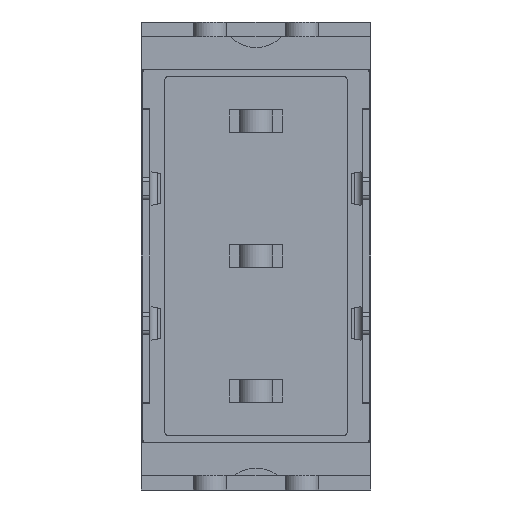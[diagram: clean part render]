
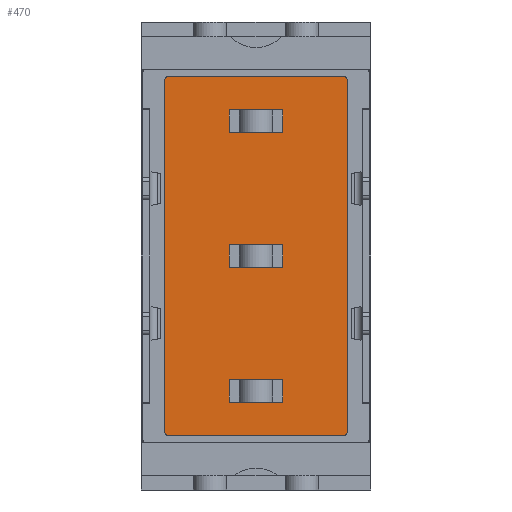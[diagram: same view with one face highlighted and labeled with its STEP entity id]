
A CAD part, front view. The second image highlights one B-rep face of the part: STEP entity #470.
In plain terms, the highlighted planar face has unit normal (0, -1, 0).
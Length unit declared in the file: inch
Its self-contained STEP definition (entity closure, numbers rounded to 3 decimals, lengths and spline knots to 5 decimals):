
#470 = ADVANCED_FACE( '', ( #827, #828, #829, #830 ), #831, .F. );
#827 = FACE_BOUND( '', #1227, .T. );
#828 = FACE_BOUND( '', #1228, .T. );
#829 = FACE_BOUND( '', #1229, .T. );
#830 = FACE_OUTER_BOUND( '', #1230, .T. );
#831 = PLANE( '', #1231 );
#1227 = EDGE_LOOP( '', ( #2592, #2593, #2594, #2595 ) );
#1228 = EDGE_LOOP( '', ( #2596, #2597, #2598, #2599 ) );
#1229 = EDGE_LOOP( '', ( #2600, #2601, #2602, #2603 ) );
#1230 = EDGE_LOOP( '', ( #2604, #2605, #2606, #2607, #2608, #2609, #2610, #2611 ) );
#1231 = AXIS2_PLACEMENT_3D( '', #2612, #2613, #2614 );
#2592 = ORIENTED_EDGE( '', *, *, #3337, .F. );
#2593 = ORIENTED_EDGE( '', *, *, #3338, .F. );
#2594 = ORIENTED_EDGE( '', *, *, #3339, .T. );
#2595 = ORIENTED_EDGE( '', *, *, #3340, .T. );
#2596 = ORIENTED_EDGE( '', *, *, #3341, .F. );
#2597 = ORIENTED_EDGE( '', *, *, #3342, .F. );
#2598 = ORIENTED_EDGE( '', *, *, #3343, .T. );
#2599 = ORIENTED_EDGE( '', *, *, #3344, .T. );
#2600 = ORIENTED_EDGE( '', *, *, #3345, .F. );
#2601 = ORIENTED_EDGE( '', *, *, #3346, .F. );
#2602 = ORIENTED_EDGE( '', *, *, #3347, .T. );
#2603 = ORIENTED_EDGE( '', *, *, #3348, .T. );
#2604 = ORIENTED_EDGE( '', *, *, #3323, .F. );
#2605 = ORIENTED_EDGE( '', *, *, #3335, .F. );
#2606 = ORIENTED_EDGE( '', *, *, #3317, .F. );
#2607 = ORIENTED_EDGE( '', *, *, #3313, .F. );
#2608 = ORIENTED_EDGE( '', *, *, #3320, .F. );
#2609 = ORIENTED_EDGE( '', *, *, #3333, .F. );
#2610 = ORIENTED_EDGE( '', *, *, #3330, .F. );
#2611 = ORIENTED_EDGE( '', *, *, #3327, .F. );
#2612 = CARTESIAN_POINT( '', ( -0.12038, 0., 0.24088 ) );
#2613 = DIRECTION( '', ( 0., 1., 0. ) );
#2614 = DIRECTION( '', ( 0., 0., 1. ) );
#3313 = EDGE_CURVE( '', #4090, #4091, #4092, .T. );
#3317 = EDGE_CURVE( '', #4091, #4098, #4099, .T. );
#3320 = EDGE_CURVE( '', #4103, #4090, #4104, .T. );
#3323 = EDGE_CURVE( '', #4108, #4109, #4110, .T. );
#3327 = EDGE_CURVE( '', #4109, #4116, #4117, .T. );
#3330 = EDGE_CURVE( '', #4116, #4121, #4122, .T. );
#3333 = EDGE_CURVE( '', #4121, #4103, #4126, .T. );
#3335 = EDGE_CURVE( '', #4098, #4108, #4128, .T. );
#3337 = EDGE_CURVE( '', #4130, #4131, #4132, .T. );
#3338 = EDGE_CURVE( '', #4133, #4130, #4134, .T. );
#3339 = EDGE_CURVE( '', #4133, #4135, #4136, .T. );
#3340 = EDGE_CURVE( '', #4135, #4131, #4137, .T. );
#3341 = EDGE_CURVE( '', #4138, #4139, #4140, .T. );
#3342 = EDGE_CURVE( '', #4141, #4138, #4142, .T. );
#3343 = EDGE_CURVE( '', #4141, #4143, #4144, .T. );
#3344 = EDGE_CURVE( '', #4143, #4139, #4145, .T. );
#3345 = EDGE_CURVE( '', #4146, #4147, #4148, .T. );
#3346 = EDGE_CURVE( '', #4149, #4146, #4150, .T. );
#3347 = EDGE_CURVE( '', #4149, #4151, #4152, .T. );
#3348 = EDGE_CURVE( '', #4151, #4147, #4153, .T. );
#4090 = VERTEX_POINT( '', #5288 );
#4091 = VERTEX_POINT( '', #5289 );
#4092 = CIRCLE( '', #5290, 0.00512 );
#4098 = VERTEX_POINT( '', #5298 );
#4099 = LINE( '', #5299, #5300 );
#4103 = VERTEX_POINT( '', #5306 );
#4104 = LINE( '', #5307, #5308 );
#4108 = VERTEX_POINT( '', #5314 );
#4109 = VERTEX_POINT( '', #5315 );
#4110 = LINE( '', #5316, #5317 );
#4116 = VERTEX_POINT( '', #5326 );
#4117 = CIRCLE( '', #5327, 0.00512 );
#4121 = VERTEX_POINT( '', #5332 );
#4122 = LINE( '', #5333, #5334 );
#4126 = CIRCLE( '', #5340, 0.00512 );
#4128 = CIRCLE( '', #5342, 0.00512 );
#4130 = VERTEX_POINT( '', #5344 );
#4131 = VERTEX_POINT( '', #5345 );
#4132 = LINE( '', #5346, #5347 );
#4133 = VERTEX_POINT( '', #5348 );
#4134 = LINE( '', #5349, #5350 );
#4135 = VERTEX_POINT( '', #5351 );
#4136 = LINE( '', #5352, #5353 );
#4137 = LINE( '', #5354, #5355 );
#4138 = VERTEX_POINT( '', #5356 );
#4139 = VERTEX_POINT( '', #5357 );
#4140 = LINE( '', #5358, #5359 );
#4141 = VERTEX_POINT( '', #5360 );
#4142 = LINE( '', #5361, #5362 );
#4143 = VERTEX_POINT( '', #5363 );
#4144 = LINE( '', #5364, #5365 );
#4145 = LINE( '', #5366, #5367 );
#4146 = VERTEX_POINT( '', #5368 );
#4147 = VERTEX_POINT( '', #5369 );
#4148 = LINE( '', #5370, #5371 );
#4149 = VERTEX_POINT( '', #5372 );
#4150 = LINE( '', #5373, #5374 );
#4151 = VERTEX_POINT( '', #5375 );
#4152 = LINE( '', #5376, #5377 );
#4153 = LINE( '', #5378, #5379 );
#5288 = CARTESIAN_POINT( '', ( 0.1255, 0., -0.24088 ) );
#5289 = CARTESIAN_POINT( '', ( 0.12038, 0., -0.246 ) );
#5290 = AXIS2_PLACEMENT_3D( '', #6136, #6137, #6138 );
#5298 = CARTESIAN_POINT( '', ( -0.12038, 0., -0.246 ) );
#5299 = CARTESIAN_POINT( '', ( 0.12038, 0., -0.246 ) );
#5300 = VECTOR( '', #6144, 39.37008 );
#5306 = CARTESIAN_POINT( '', ( 0.1255, 0., 0.24088 ) );
#5307 = CARTESIAN_POINT( '', ( 0.1255, 0., 0.24088 ) );
#5308 = VECTOR( '', #6147, 39.37008 );
#5314 = CARTESIAN_POINT( '', ( -0.1255, 0., -0.24088 ) );
#5315 = CARTESIAN_POINT( '', ( -0.1255, 0., 0.24088 ) );
#5316 = CARTESIAN_POINT( '', ( -0.1255, 0., -0.24088 ) );
#5317 = VECTOR( '', #6150, 39.37008 );
#5326 = CARTESIAN_POINT( '', ( -0.12038, 0., 0.246 ) );
#5327 = AXIS2_PLACEMENT_3D( '', #6154, #6155, #6156 );
#5332 = CARTESIAN_POINT( '', ( 0.12038, 0., 0.246 ) );
#5333 = CARTESIAN_POINT( '', ( -0.12038, 0., 0.246 ) );
#5334 = VECTOR( '', #6161, 39.37008 );
#5340 = AXIS2_PLACEMENT_3D( '', #6164, #6165, #6166 );
#5342 = AXIS2_PLACEMENT_3D( '', #6170, #6171, #6172 );
#5344 = CARTESIAN_POINT( '', ( -0.0365, 0., 0.2005 ) );
#5345 = CARTESIAN_POINT( '', ( -0.0365, 0., 0.1695 ) );
#5346 = CARTESIAN_POINT( '', ( -0.0365, 0., 0.2005 ) );
#5347 = VECTOR( '', #6176, 39.37008 );
#5348 = CARTESIAN_POINT( '', ( 0.0365, 0., 0.2005 ) );
#5349 = CARTESIAN_POINT( '', ( 0.0365, 0., 0.2005 ) );
#5350 = VECTOR( '', #6177, 39.37008 );
#5351 = CARTESIAN_POINT( '', ( 0.0365, 0., 0.1695 ) );
#5352 = CARTESIAN_POINT( '', ( 0.0365, 0., 0.2005 ) );
#5353 = VECTOR( '', #6178, 39.37008 );
#5354 = CARTESIAN_POINT( '', ( 0.0365, 0., 0.1695 ) );
#5355 = VECTOR( '', #6179, 39.37008 );
#5356 = CARTESIAN_POINT( '', ( -0.0365, 0., 0.0155 ) );
#5357 = CARTESIAN_POINT( '', ( -0.0365, 0., -0.0155 ) );
#5358 = CARTESIAN_POINT( '', ( -0.0365, 0., 0.0155 ) );
#5359 = VECTOR( '', #6180, 39.37008 );
#5360 = CARTESIAN_POINT( '', ( 0.0365, 0., 0.0155 ) );
#5361 = CARTESIAN_POINT( '', ( 0.0365, 0., 0.0155 ) );
#5362 = VECTOR( '', #6181, 39.37008 );
#5363 = CARTESIAN_POINT( '', ( 0.0365, 0., -0.0155 ) );
#5364 = CARTESIAN_POINT( '', ( 0.0365, 0., 0.0155 ) );
#5365 = VECTOR( '', #6182, 39.37008 );
#5366 = CARTESIAN_POINT( '', ( 0.0365, 0., -0.0155 ) );
#5367 = VECTOR( '', #6183, 39.37008 );
#5368 = CARTESIAN_POINT( '', ( -0.0365, 0., -0.1695 ) );
#5369 = CARTESIAN_POINT( '', ( -0.0365, 0., -0.2005 ) );
#5370 = CARTESIAN_POINT( '', ( -0.0365, 0., -0.1695 ) );
#5371 = VECTOR( '', #6184, 39.37008 );
#5372 = CARTESIAN_POINT( '', ( 0.0365, 0., -0.1695 ) );
#5373 = CARTESIAN_POINT( '', ( 0.0365, 0., -0.1695 ) );
#5374 = VECTOR( '', #6185, 39.37008 );
#5375 = CARTESIAN_POINT( '', ( 0.0365, 0., -0.2005 ) );
#5376 = CARTESIAN_POINT( '', ( 0.0365, 0., -0.1695 ) );
#5377 = VECTOR( '', #6186, 39.37008 );
#5378 = CARTESIAN_POINT( '', ( 0.0365, 0., -0.2005 ) );
#5379 = VECTOR( '', #6187, 39.37008 );
#6136 = CARTESIAN_POINT( '', ( 0.12038, 0., -0.24088 ) );
#6137 = DIRECTION( '', ( 0., 1., 0. ) );
#6138 = DIRECTION( '', ( 1., 0., 0. ) );
#6144 = DIRECTION( '', ( -1., 0., 0. ) );
#6147 = DIRECTION( '', ( 0., 0., -1. ) );
#6150 = DIRECTION( '', ( 0., 0., 1. ) );
#6154 = CARTESIAN_POINT( '', ( -0.12038, 0., 0.24088 ) );
#6155 = DIRECTION( '', ( 0., 1., 0. ) );
#6156 = DIRECTION( '', ( 1., 0., 0. ) );
#6161 = DIRECTION( '', ( 1., 0., 0. ) );
#6164 = CARTESIAN_POINT( '', ( 0.12038, 0., 0.24088 ) );
#6165 = DIRECTION( '', ( 0., 1., 0. ) );
#6166 = DIRECTION( '', ( 1., 0., 0. ) );
#6170 = CARTESIAN_POINT( '', ( -0.12038, 0., -0.24088 ) );
#6171 = DIRECTION( '', ( 0., 1., 0. ) );
#6172 = DIRECTION( '', ( 1., 0., 0. ) );
#6176 = DIRECTION( '', ( 0., 0., -1. ) );
#6177 = DIRECTION( '', ( -1., 0., 0. ) );
#6178 = DIRECTION( '', ( 0., 0., -1. ) );
#6179 = DIRECTION( '', ( -1., 0., 0. ) );
#6180 = DIRECTION( '', ( 0., 0., -1. ) );
#6181 = DIRECTION( '', ( -1., 0., 0. ) );
#6182 = DIRECTION( '', ( 0., 0., -1. ) );
#6183 = DIRECTION( '', ( -1., 0., 0. ) );
#6184 = DIRECTION( '', ( 0., 0., -1. ) );
#6185 = DIRECTION( '', ( -1., 0., 0. ) );
#6186 = DIRECTION( '', ( 0., 0., -1. ) );
#6187 = DIRECTION( '', ( -1., 0., 0. ) );
